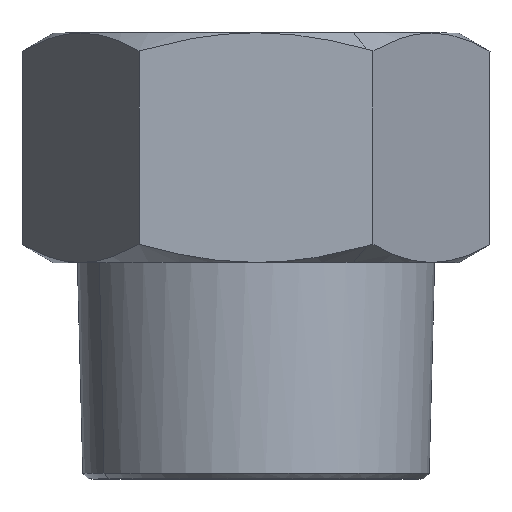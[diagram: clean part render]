
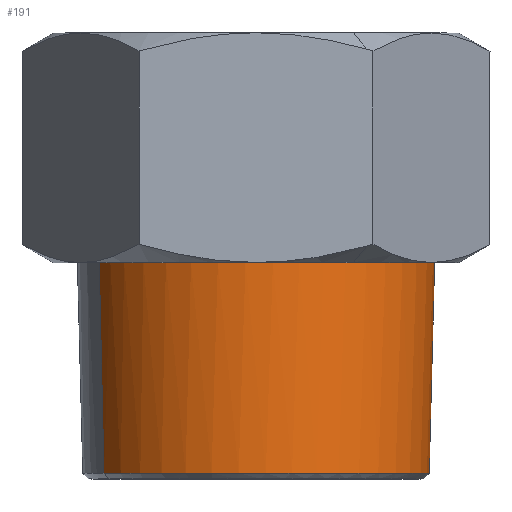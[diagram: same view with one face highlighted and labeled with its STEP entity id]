
A CAD part, top view. The second image highlights one B-rep face of the part: STEP entity #191.
In plain terms, the highlighted free-form (B-spline) face has degree [2, 1] with [9, 2] control points.
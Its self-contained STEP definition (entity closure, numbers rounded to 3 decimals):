
#34=(
BOUNDED_CURVE()
B_SPLINE_CURVE(2,(#1567,#1568,#1569,#1570,#1571),.UNSPECIFIED.,.F.,.F.)
B_SPLINE_CURVE_WITH_KNOTS((3,2,3),(-41.533,-20.767,
0.),.UNSPECIFIED.)
CURVE()
GEOMETRIC_REPRESENTATION_ITEM()
RATIONAL_B_SPLINE_CURVE((1.,0.707,1.,0.707,1.))
REPRESENTATION_ITEM('')
);
#35=(
BOUNDED_CURVE()
B_SPLINE_CURVE(2,(#1574,#1575,#1576,#1577,#1578),.UNSPECIFIED.,.F.,.F.)
B_SPLINE_CURVE_WITH_KNOTS((3,2,3),(0.,20.138,40.276),
 .UNSPECIFIED.)
CURVE()
GEOMETRIC_REPRESENTATION_ITEM()
RATIONAL_B_SPLINE_CURVE((1.,0.707,1.,0.707,1.))
REPRESENTATION_ITEM('')
);
#89=(
BOUNDED_SURFACE()
B_SPLINE_SURFACE(2,1,((#1545,#1546),(#1547,#1548),(#1549,#1550),(#1551,
#1552),(#1553,#1554),(#1555,#1556),(#1557,#1558),(#1559,#1560),(#1561,#1562)),
 .UNSPECIFIED.,.T.,.F.,.F.)
B_SPLINE_SURFACE_WITH_KNOTS((3,2,2,2,3),(2,2),(0.,1.571,3.142,
4.712,6.283),(0.,18.846),.UNSPECIFIED.)
GEOMETRIC_REPRESENTATION_ITEM()
RATIONAL_B_SPLINE_SURFACE(((1.,1.),(0.707,0.707),
(1.,1.),(0.707,0.707),(1.,1.),(0.707,
0.707),(1.,1.),(0.707,0.707),(1.,1.)))
REPRESENTATION_ITEM('')
SURFACE()
);
#191=ADVANCED_FACE('',(#226),#89,.T.);
#226=FACE_OUTER_BOUND('',#262,.T.);
#262=EDGE_LOOP('',(#354,#355,#356,#357));
#354=ORIENTED_EDGE('',*,*,#517,.T.);
#355=ORIENTED_EDGE('',*,*,#514,.T.);
#356=ORIENTED_EDGE('',*,*,#515,.T.);
#357=ORIENTED_EDGE('',*,*,#516,.T.);
#514=EDGE_CURVE('',#771,#770,#34,.T.);
#515=EDGE_CURVE('',#770,#773,#654,.T.);
#516=EDGE_CURVE('',#773,#772,#35,.T.);
#517=EDGE_CURVE('',#772,#771,#655,.T.);
#654=B_SPLINE_CURVE_WITH_KNOTS('',1,(#1572,#1573),.UNSPECIFIED.,.F.,.F.,
(2,2),(-15.605,0.),.UNSPECIFIED.);
#655=B_SPLINE_CURVE_WITH_KNOTS('',1,(#1579,#1580),.UNSPECIFIED.,.F.,.F.,
(2,2),(0.,15.605),.UNSPECIFIED.);
#770=VERTEX_POINT('',#1563);
#771=VERTEX_POINT('',#1564);
#772=VERTEX_POINT('',#1565);
#773=VERTEX_POINT('',#1566);
#1545=CARTESIAN_POINT('',(-6.126,-1.22,-11.214));
#1546=CARTESIAN_POINT('',(-6.358,17.62,-11.639));
#1547=CARTESIAN_POINT('',(-17.341,-1.22,-5.088));
#1548=CARTESIAN_POINT('',(-17.997,17.62,-5.28));
#1549=CARTESIAN_POINT('',(-11.214,-1.22,6.126));
#1550=CARTESIAN_POINT('',(-11.639,17.62,6.358));
#1551=CARTESIAN_POINT('',(-5.088,-1.22,17.341));
#1552=CARTESIAN_POINT('',(-5.28,17.62,17.997));
#1553=CARTESIAN_POINT('',(6.126,-1.22,11.214));
#1554=CARTESIAN_POINT('',(6.358,17.62,11.639));
#1555=CARTESIAN_POINT('',(17.341,-1.22,5.088));
#1556=CARTESIAN_POINT('',(17.997,17.62,5.28));
#1557=CARTESIAN_POINT('',(11.214,-1.22,-6.126));
#1558=CARTESIAN_POINT('',(11.639,17.62,-6.358));
#1559=CARTESIAN_POINT('',(5.088,-1.22,-17.341));
#1560=CARTESIAN_POINT('',(5.28,17.62,-17.997));
#1561=CARTESIAN_POINT('',(-6.126,-1.22,-11.214));
#1562=CARTESIAN_POINT('',(-6.358,17.62,-11.639));
#1563=CARTESIAN_POINT('',(-11.602,16.,6.338));
#1564=CARTESIAN_POINT('',(11.602,16.,-6.338));
#1565=CARTESIAN_POINT('',(11.251,0.4,-6.146));
#1566=CARTESIAN_POINT('',(-11.251,0.4,6.146));
#1567=CARTESIAN_POINT('',(11.602,16.,-6.338));
#1568=CARTESIAN_POINT('',(17.94,16.,5.264));
#1569=CARTESIAN_POINT('',(6.338,16.,11.602));
#1570=CARTESIAN_POINT('',(-5.264,16.,17.94));
#1571=CARTESIAN_POINT('',(-11.602,16.,6.338));
#1572=CARTESIAN_POINT('',(-11.602,16.,6.338));
#1573=CARTESIAN_POINT('',(-11.251,0.4,6.146));
#1574=CARTESIAN_POINT('',(-11.251,0.4,6.146));
#1575=CARTESIAN_POINT('',(-5.104,0.4,17.397));
#1576=CARTESIAN_POINT('',(6.146,0.4,11.251));
#1577=CARTESIAN_POINT('',(17.397,0.4,5.104));
#1578=CARTESIAN_POINT('',(11.251,0.4,-6.146));
#1579=CARTESIAN_POINT('',(11.251,0.4,-6.146));
#1580=CARTESIAN_POINT('',(11.602,16.,-6.338));
